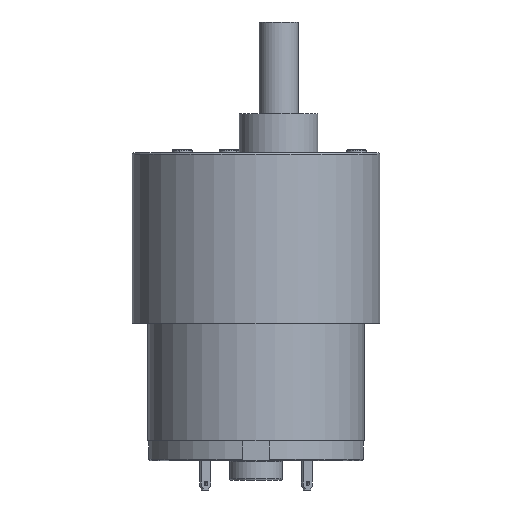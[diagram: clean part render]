
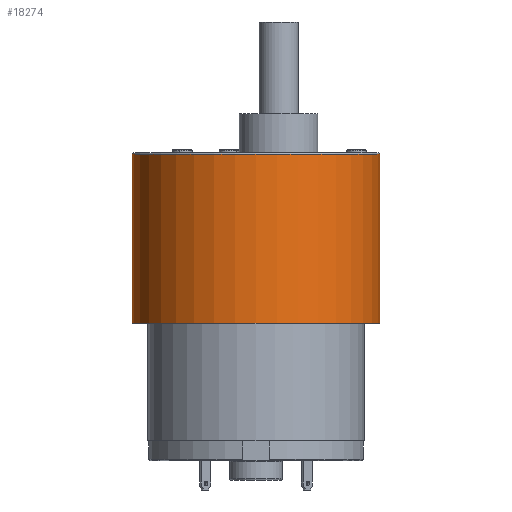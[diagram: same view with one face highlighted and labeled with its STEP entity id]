
A CAD part, front view. The second image highlights one B-rep face of the part: STEP entity #18274.
In plain terms, the highlighted cylindrical face has radius 18.9 mm (diameter 37.8 mm), a partial arc.
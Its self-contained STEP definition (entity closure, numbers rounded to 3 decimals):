
#765 = DIRECTION ( 'NONE',  ( 0., 0., -1. ) ) ;
#1868 = CARTESIAN_POINT ( 'NONE',  ( 18.9, 0., -22. ) ) ;
#2280 = FACE_OUTER_BOUND ( 'NONE', #15286, .T. ) ;
#2479 = CYLINDRICAL_SURFACE ( 'NONE', #8755, 18.9 ) ;
#2542 = DIRECTION ( 'NONE',  ( 0., 0., -1. ) ) ;
#2908 = EDGE_CURVE ( 'NONE', #15454, #11991, #7506, .T. ) ;
#3302 = CIRCLE ( 'NONE', #12004, 18.9 ) ;
#4800 = DIRECTION ( 'NONE',  ( 0., 0., -1. ) ) ;
#5662 = ORIENTED_EDGE ( 'NONE', *, *, #11950, .F. ) ;
#5944 = DIRECTION ( 'NONE',  ( 0., 0., -1. ) ) ;
#6052 = VERTEX_POINT ( 'NONE', #18945 ) ;
#6186 = EDGE_CURVE ( 'NONE', #6052, #15454, #3302, .T. ) ;
#6209 = CIRCLE ( 'NONE', #18011, 18.9 ) ;
#6497 = DIRECTION ( 'NONE',  ( 0., 0., -1. ) ) ;
#6552 = CARTESIAN_POINT ( 'NONE',  ( 0., 0., 21.8 ) ) ;
#6776 = CARTESIAN_POINT ( 'NONE',  ( 0., 0., -22. ) ) ;
#6836 = DIRECTION ( 'NONE',  ( 1., 0., 0. ) ) ;
#7506 = LINE ( 'NONE', #16374, #14422 ) ;
#7726 = ORIENTED_EDGE ( 'NONE', *, *, #2908, .T. ) ;
#8755 = AXIS2_PLACEMENT_3D ( 'NONE', #6776, #6497, #18473 ) ;
#9387 = LINE ( 'NONE', #1868, #16933 ) ;
#9474 = EDGE_CURVE ( 'NONE', #10963, #11991, #6209, .T. ) ;
#10963 = VERTEX_POINT ( 'NONE', #16598 ) ;
#11104 = CARTESIAN_POINT ( 'NONE',  ( -18.9, 0., -4. ) ) ;
#11950 = EDGE_CURVE ( 'NONE', #6052, #10963, #9387, .T. ) ;
#11991 = VERTEX_POINT ( 'NONE', #11104 ) ;
#12004 = AXIS2_PLACEMENT_3D ( 'NONE', #6552, #2542, #6836 ) ;
#13558 = CARTESIAN_POINT ( 'NONE',  ( 0., 0., -4. ) ) ;
#14422 = VECTOR ( 'NONE', #5944, 1000. ) ;
#15286 = EDGE_LOOP ( 'NONE', ( #5662, #16482, #7726, #15597 ) ) ;
#15349 = CARTESIAN_POINT ( 'NONE',  ( -18.9, 0., 21.8 ) ) ;
#15454 = VERTEX_POINT ( 'NONE', #15349 ) ;
#15597 = ORIENTED_EDGE ( 'NONE', *, *, #9474, .F. ) ;
#16374 = CARTESIAN_POINT ( 'NONE',  ( -18.9, 0., -22. ) ) ;
#16482 = ORIENTED_EDGE ( 'NONE', *, *, #6186, .T. ) ;
#16598 = CARTESIAN_POINT ( 'NONE',  ( 18.9, 0., -4. ) ) ;
#16933 = VECTOR ( 'NONE', #4800, 1000. ) ;
#18011 = AXIS2_PLACEMENT_3D ( 'NONE', #13558, #765, #18812 ) ;
#18274 = ADVANCED_FACE ( 'NONE', ( #2280 ), #2479, .T. ) ;
#18473 = DIRECTION ( 'NONE',  ( -1., 0., 0. ) ) ;
#18812 = DIRECTION ( 'NONE',  ( -1., 0., 0. ) ) ;
#18945 = CARTESIAN_POINT ( 'NONE',  ( 18.9, 0., 21.8 ) ) ;
